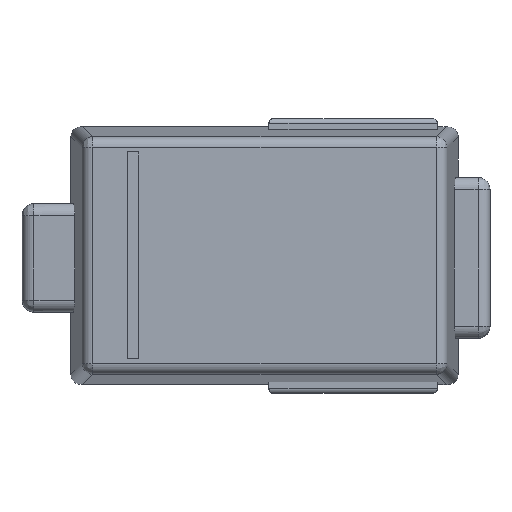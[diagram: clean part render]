
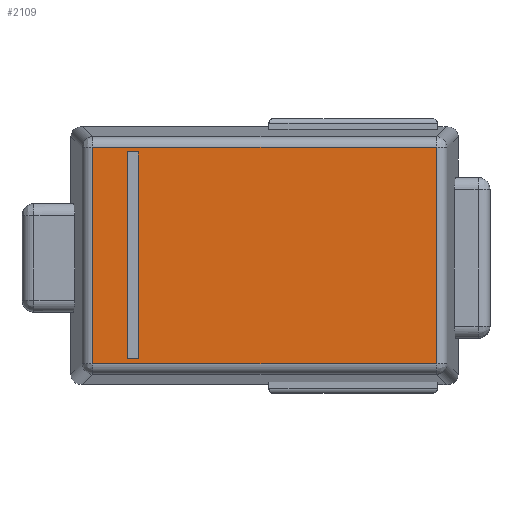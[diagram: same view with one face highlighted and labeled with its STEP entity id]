
A CAD part, top view. The second image highlights one B-rep face of the part: STEP entity #2109.
In plain terms, the highlighted planar face has unit normal (0, 0, 1).
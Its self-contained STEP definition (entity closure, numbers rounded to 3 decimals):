
#115 = CARTESIAN_POINT ( 'NONE',  ( -1.096, 0.888, 1.15 ) ) ;
#215 = CARTESIAN_POINT ( 'NONE',  ( -1.096, -1.071, 1.15 ) ) ;
#322 = VECTOR ( 'NONE', #3288, 1000. ) ;
#444 = CARTESIAN_POINT ( 'NONE',  ( -1.662, 0.888, 1.15 ) ) ;
#452 = ORIENTED_EDGE ( 'NONE', *, *, #1786, .F. ) ;
#476 = LINE ( 'NONE', #1497, #2569 ) ;
#561 = CARTESIAN_POINT ( 'NONE',  ( 1.405, 0.926, 1.15 ) ) ;
#624 = VERTEX_POINT ( 'NONE', #3164 ) ;
#731 = VERTEX_POINT ( 'NONE', #1112 ) ;
#772 = LINE ( 'NONE', #3380, #1259 ) ;
#782 = EDGE_LOOP ( 'NONE', ( #1179, #1492, #1722, #1593 ) ) ;
#791 = DIRECTION ( 'NONE',  ( 0., 1., 0. ) ) ;
#797 = DIRECTION ( 'NONE',  ( 0., 0., 1. ) ) ;
#820 = VERTEX_POINT ( 'NONE', #2068 ) ;
#864 = CARTESIAN_POINT ( 'NONE',  ( -1.19, -1.071, 1.15 ) ) ;
#900 = AXIS2_PLACEMENT_3D ( 'NONE', #2396, #797, #2362 ) ;
#902 = VERTEX_POINT ( 'NONE', #561 ) ;
#1029 = LINE ( 'NONE', #1998, #1263 ) ;
#1048 = ORIENTED_EDGE ( 'NONE', *, *, #1505, .T. ) ;
#1098 = EDGE_LOOP ( 'NONE', ( #1048, #2894, #452, #2011 ) ) ;
#1112 = CARTESIAN_POINT ( 'NONE',  ( -1.096, -0.845, 1.15 ) ) ;
#1179 = ORIENTED_EDGE ( 'NONE', *, *, #3020, .T. ) ;
#1248 = DIRECTION ( 'NONE',  ( -1., 0., 0. ) ) ;
#1259 = VECTOR ( 'NONE', #1248, 1000. ) ;
#1263 = VECTOR ( 'NONE', #2263, 1000. ) ;
#1288 = LINE ( 'NONE', #215, #2520 ) ;
#1293 = CARTESIAN_POINT ( 'NONE',  ( -1.479, -0.888, 1.15 ) ) ;
#1396 = VERTEX_POINT ( 'NONE', #1293 ) ;
#1464 = DIRECTION ( 'NONE',  ( 1., 0., 0. ) ) ;
#1483 = EDGE_CURVE ( 'NONE', #731, #2796, #2607, .T. ) ;
#1492 = ORIENTED_EDGE ( 'NONE', *, *, #3374, .T. ) ;
#1497 = CARTESIAN_POINT ( 'NONE',  ( -1.479, -1.071, 1.15 ) ) ;
#1505 = EDGE_CURVE ( 'NONE', #902, #820, #772, .T. ) ;
#1550 = EDGE_CURVE ( 'NONE', #3293, #731, #1288, .T. ) ;
#1570 = FACE_BOUND ( 'NONE', #782, .T. ) ;
#1593 = ORIENTED_EDGE ( 'NONE', *, *, #1483, .T. ) ;
#1609 = FACE_OUTER_BOUND ( 'NONE', #1098, .T. ) ;
#1703 = CARTESIAN_POINT ( 'NONE',  ( -1.19, 0.888, 1.15 ) ) ;
#1722 = ORIENTED_EDGE ( 'NONE', *, *, #1550, .T. ) ;
#1786 = EDGE_CURVE ( 'NONE', #624, #1396, #1029, .T. ) ;
#1843 = CARTESIAN_POINT ( 'NONE',  ( -1.19, -0.845, 1.15 ) ) ;
#1918 = VECTOR ( 'NONE', #791, 1000. ) ;
#1998 = CARTESIAN_POINT ( 'NONE',  ( -1.662, -0.888, 1.15 ) ) ;
#2011 = ORIENTED_EDGE ( 'NONE', *, *, #3250, .T. ) ;
#2055 = CARTESIAN_POINT ( 'NONE',  ( -1.662, -0.845, 1.15 ) ) ;
#2068 = CARTESIAN_POINT ( 'NONE',  ( -1.479, 0.926, 1.15 ) ) ;
#2070 = LINE ( 'NONE', #864, #1918 ) ;
#2082 = LINE ( 'NONE', #2363, #322 ) ;
#2109 = ADVANCED_FACE ( 'NONE', ( #1609, #1570 ), #3190, .T. ) ;
#2263 = DIRECTION ( 'NONE',  ( -1., 0., 0. ) ) ;
#2302 = DIRECTION ( 'NONE',  ( 0., -1., 0. ) ) ;
#2362 = DIRECTION ( 'NONE',  ( 1., 0., 0. ) ) ;
#2363 = CARTESIAN_POINT ( 'NONE',  ( 1.405, -1.071, 1.15 ) ) ;
#2396 = CARTESIAN_POINT ( 'NONE',  ( -1.662, -1.071, 1.15 ) ) ;
#2520 = VECTOR ( 'NONE', #3346, 1000. ) ;
#2569 = VECTOR ( 'NONE', #2302, 1000. ) ;
#2607 = LINE ( 'NONE', #2055, #2733 ) ;
#2733 = VECTOR ( 'NONE', #3116, 1000. ) ;
#2796 = VERTEX_POINT ( 'NONE', #1843 ) ;
#2844 = VERTEX_POINT ( 'NONE', #1703 ) ;
#2894 = ORIENTED_EDGE ( 'NONE', *, *, #2987, .T. ) ;
#2987 = EDGE_CURVE ( 'NONE', #820, #1396, #476, .T. ) ;
#3020 = EDGE_CURVE ( 'NONE', #2796, #2844, #2070, .T. ) ;
#3035 = LINE ( 'NONE', #444, #3045 ) ;
#3045 = VECTOR ( 'NONE', #1464, 1000. ) ;
#3116 = DIRECTION ( 'NONE',  ( -1., 0., 0. ) ) ;
#3164 = CARTESIAN_POINT ( 'NONE',  ( 1.405, -0.888, 1.15 ) ) ;
#3190 = PLANE ( 'NONE',  #900 ) ;
#3250 = EDGE_CURVE ( 'NONE', #624, #902, #2082, .T. ) ;
#3288 = DIRECTION ( 'NONE',  ( 0., 1., 0. ) ) ;
#3293 = VERTEX_POINT ( 'NONE', #115 ) ;
#3346 = DIRECTION ( 'NONE',  ( 0., -1., 0. ) ) ;
#3374 = EDGE_CURVE ( 'NONE', #2844, #3293, #3035, .T. ) ;
#3380 = CARTESIAN_POINT ( 'NONE',  ( -1.662, 0.926, 1.15 ) ) ;
